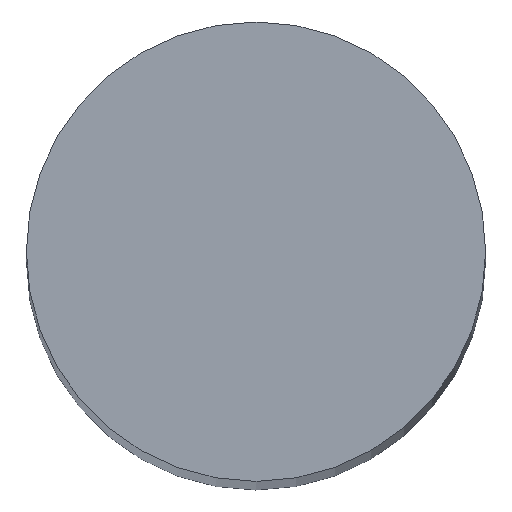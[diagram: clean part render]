
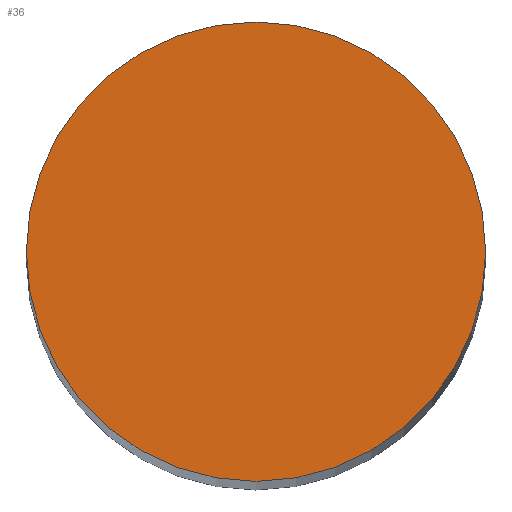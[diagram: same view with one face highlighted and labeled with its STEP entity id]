
A CAD part, top view. The second image highlights one B-rep face of the part: STEP entity #36.
In plain terms, the highlighted planar face has unit normal (0, 0, 1).
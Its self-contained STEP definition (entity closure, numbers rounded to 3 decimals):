
#33=EDGE_CURVE('Unnamed[1]',#67,#67,#68,.T.);
#36=ADVANCED_FACE('Unnamed[1]',(#71),#72,.T.);
#67=VERTEX_POINT('',#98);
#68=CIRCLE('',#99,8.0);
#71=FACE_OUTER_BOUND('',#103,.T.);
#72=PLANE('',#104);
#98=CARTESIAN_POINT('',(0.0,8.0,0.0));
#99=AXIS2_PLACEMENT_3D('',#125,#126,#127);
#103=EDGE_LOOP('',(#129));
#104=AXIS2_PLACEMENT_3D('',#130,#131,#132);
#125=CARTESIAN_POINT('',(0.0,0.0,0.0));
#126=DIRECTION('',(0.,0.,1.0));
#127=DIRECTION('',(0.,1.0,0.));
#129=ORIENTED_EDGE('',*,*,#33,.T.);
#130=CARTESIAN_POINT('',(0.0,4.0,0.0));
#131=DIRECTION('',(0.,0.,1.0));
#132=DIRECTION('',(0.,1.0,0.));
